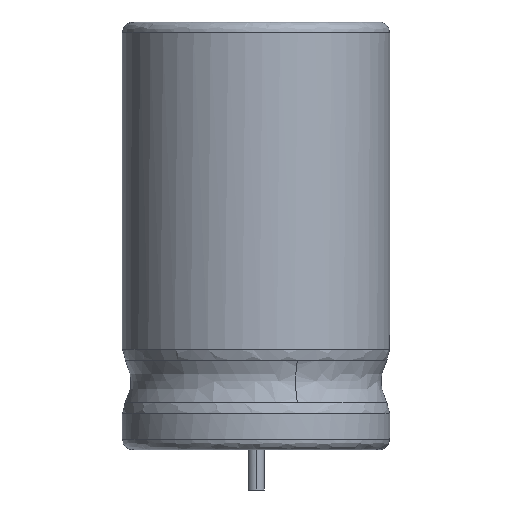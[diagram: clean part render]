
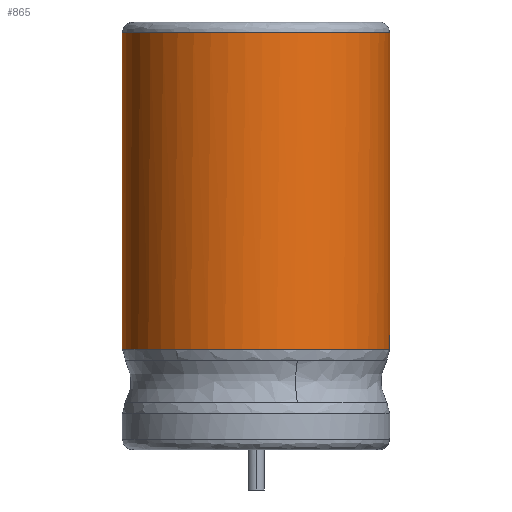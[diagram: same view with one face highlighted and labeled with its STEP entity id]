
A CAD part, left-side view. The second image highlights one B-rep face of the part: STEP entity #865.
In plain terms, the highlighted free-form (B-spline) face has degree [2, 1] with [9, 2] control points.
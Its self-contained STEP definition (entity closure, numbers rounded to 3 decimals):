
#865=ADVANCED_FACE('',(#934),#2356,.T.);
#934=FACE_OUTER_BOUND('',#1003,.T.);
#1003=EDGE_LOOP('',(#1112,#1113,#1114,#1115));
#1112=ORIENTED_EDGE('',*,*,#1434,.T.);
#1113=ORIENTED_EDGE('',*,*,#1435,.T.);
#1114=ORIENTED_EDGE('',*,*,#1436,.T.);
#1115=ORIENTED_EDGE('',*,*,#1437,.T.);
#1434=EDGE_CURVE('',#2078,#2079,#1881,.T.);
#1435=EDGE_CURVE('',#2079,#2080,#1740,.T.);
#1436=EDGE_CURVE('',#2080,#2081,#1882,.T.);
#1437=EDGE_CURVE('',#2081,#2078,#1741,.T.);
#1740=B_SPLINE_CURVE_WITH_KNOTS('',1,(#3300,#3301),.UNSPECIFIED.,.F.,.F.,
(2,2),(0.,11.843),.UNSPECIFIED.);
#1741=B_SPLINE_CURVE_WITH_KNOTS('',1,(#3311,#3312),.UNSPECIFIED.,.F.,.F.,
(2,2),(-11.843,0.),.UNSPECIFIED.);
#1881=(
BOUNDED_CURVE()
B_SPLINE_CURVE(2,(#3291,#3292,#3293,#3294,#3295,#3296,#3297,#3298,#3299),
 .UNSPECIFIED.,.F.,.F.)
B_SPLINE_CURVE_WITH_KNOTS((3,2,2,2,3),(0.,6.981,13.963,
20.944,27.925),.UNSPECIFIED.)
CURVE()
GEOMETRIC_REPRESENTATION_ITEM()
RATIONAL_B_SPLINE_CURVE((1.,0.766,1.,0.766,1.,0.766,
1.,0.766,1.))
REPRESENTATION_ITEM('')
);
#1882=(
BOUNDED_CURVE()
B_SPLINE_CURVE(2,(#3302,#3303,#3304,#3305,#3306,#3307,#3308,#3309,#3310),
 .UNSPECIFIED.,.F.,.F.)
B_SPLINE_CURVE_WITH_KNOTS((3,2,2,2,3),(0.,6.981,13.963,
20.944,27.925),.UNSPECIFIED.)
CURVE()
GEOMETRIC_REPRESENTATION_ITEM()
RATIONAL_B_SPLINE_CURVE((1.,0.766,1.,0.766,1.,0.766,
1.,0.766,1.))
REPRESENTATION_ITEM('')
);
#2078=VERTEX_POINT('',#3287);
#2079=VERTEX_POINT('',#3288);
#2080=VERTEX_POINT('',#3289);
#2081=VERTEX_POINT('',#3290);
#2356=(
BOUNDED_SURFACE()
B_SPLINE_SURFACE(2,1,((#3269,#3270),(#3271,#3272),(#3273,#3274),(#3275,
#3276),(#3277,#3278),(#3279,#3280),(#3281,#3282),(#3283,#3284),(#3285,#3286)),
 .UNSPECIFIED.,.T.,.F.,.F.)
B_SPLINE_SURFACE_WITH_KNOTS((3,2,2,2,3),(2,2),(0.,1.571,3.142,
4.712,6.283),(0.,14.212),.UNSPECIFIED.)
GEOMETRIC_REPRESENTATION_ITEM()
RATIONAL_B_SPLINE_SURFACE(((1.,1.),(0.707,0.707),
(1.,1.),(0.707,0.707),(1.,1.),(0.707,
0.707),(1.,1.),(0.707,0.707),(1.,1.)))
REPRESENTATION_ITEM('')
SURFACE()
);
#3269=CARTESIAN_POINT('',(5.,0.,-5.906));
#3270=CARTESIAN_POINT('',(5.,0.,8.306));
#3271=CARTESIAN_POINT('',(5.,5.,-5.906));
#3272=CARTESIAN_POINT('',(5.,5.,8.306));
#3273=CARTESIAN_POINT('',(0.,5.,-5.906));
#3274=CARTESIAN_POINT('',(0.,5.,8.306));
#3275=CARTESIAN_POINT('',(-5.,5.,-5.906));
#3276=CARTESIAN_POINT('',(-5.,5.,8.306));
#3277=CARTESIAN_POINT('',(-5.,0.,-5.906));
#3278=CARTESIAN_POINT('',(-5.,0.,8.306));
#3279=CARTESIAN_POINT('',(-5.,-5.,-5.906));
#3280=CARTESIAN_POINT('',(-5.,-5.,8.306));
#3281=CARTESIAN_POINT('',(0.,-5.,-5.906));
#3282=CARTESIAN_POINT('',(0.,-5.,8.306));
#3283=CARTESIAN_POINT('',(5.,-5.,-5.906));
#3284=CARTESIAN_POINT('',(5.,-5.,8.306));
#3285=CARTESIAN_POINT('',(5.,0.,-5.906));
#3286=CARTESIAN_POINT('',(5.,0.,8.306));
#3287=CARTESIAN_POINT('',(4.698,-1.71,7.121));
#3288=CARTESIAN_POINT('',(4.698,1.71,7.121));
#3289=CARTESIAN_POINT('',(4.698,1.71,-4.722));
#3290=CARTESIAN_POINT('',(4.698,-1.71,-4.722));
#3291=CARTESIAN_POINT('',(4.698,-1.71,7.121));
#3292=CARTESIAN_POINT('',(3.264,-5.653,7.121));
#3293=CARTESIAN_POINT('',(-0.868,-4.924,7.121));
#3294=CARTESIAN_POINT('',(-5.,-4.195,7.121));
#3295=CARTESIAN_POINT('',(-5.,0.,7.121));
#3296=CARTESIAN_POINT('',(-5.,4.195,7.121));
#3297=CARTESIAN_POINT('',(-0.868,4.924,7.121));
#3298=CARTESIAN_POINT('',(3.264,5.653,7.121));
#3299=CARTESIAN_POINT('',(4.698,1.71,7.121));
#3300=CARTESIAN_POINT('',(4.698,1.71,7.121));
#3301=CARTESIAN_POINT('',(4.698,1.71,-4.722));
#3302=CARTESIAN_POINT('',(4.698,1.71,-4.722));
#3303=CARTESIAN_POINT('',(3.264,5.653,-4.722));
#3304=CARTESIAN_POINT('',(-0.868,4.924,-4.722));
#3305=CARTESIAN_POINT('',(-5.,4.195,-4.722));
#3306=CARTESIAN_POINT('',(-5.,0.,-4.722));
#3307=CARTESIAN_POINT('',(-5.,-4.195,-4.722));
#3308=CARTESIAN_POINT('',(-0.868,-4.924,-4.722));
#3309=CARTESIAN_POINT('',(3.264,-5.653,-4.722));
#3310=CARTESIAN_POINT('',(4.698,-1.71,-4.722));
#3311=CARTESIAN_POINT('',(4.698,-1.71,-4.722));
#3312=CARTESIAN_POINT('',(4.698,-1.71,7.121));
